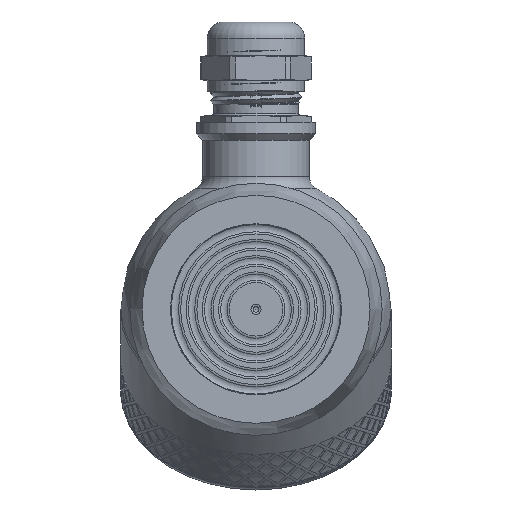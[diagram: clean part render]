
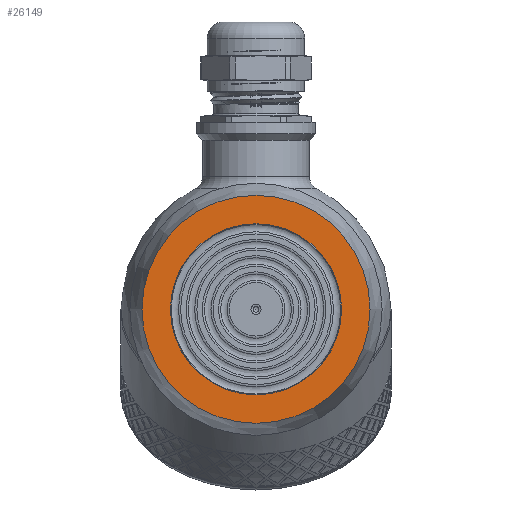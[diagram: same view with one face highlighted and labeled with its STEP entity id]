
A CAD part, left-side view. The second image highlights one B-rep face of the part: STEP entity #26149.
In plain terms, the highlighted planar face has unit normal (-1, 0, 0).
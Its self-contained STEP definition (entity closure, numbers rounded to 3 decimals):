
#1229=FACE_BOUND('',#3712,.T.);
#1633=PLANE('',#28127);
#1993=FACE_OUTER_BOUND('',#3711,.T.);
#3711=EDGE_LOOP('',(#17794));
#3712=EDGE_LOOP('',(#17795));
#5722=CIRCLE('',#28119,19.);
#5727=CIRCLE('',#28128,25.321);
#10452=VERTEX_POINT('',#37751);
#10455=VERTEX_POINT('',#37764);
#13327=EDGE_CURVE('',#10452,#10452,#5722,.T.);
#13333=EDGE_CURVE('',#10455,#10455,#5727,.T.);
#17794=ORIENTED_EDGE('',*,*,#13333,.F.);
#17795=ORIENTED_EDGE('',*,*,#13327,.T.);
#26149=ADVANCED_FACE('',(#1993,#1229),#1633,.T.);
#28119=AXIS2_PLACEMENT_3D('',#37752,#29796,#29797);
#28127=AXIS2_PLACEMENT_3D('',#37763,#29813,#29814);
#28128=AXIS2_PLACEMENT_3D('',#37765,#29815,#29816);
#29796=DIRECTION('center_axis',(1.,0.,0.));
#29797=DIRECTION('ref_axis',(0.,1.,0.));
#29813=DIRECTION('center_axis',(-1.,0.,0.));
#29814=DIRECTION('ref_axis',(0.,0.,1.));
#29815=DIRECTION('center_axis',(1.,0.,0.));
#29816=DIRECTION('ref_axis',(0.,0.,-1.));
#37751=CARTESIAN_POINT('',(-37.,-19.,0.));
#37752=CARTESIAN_POINT('Origin',(-37.,0.,0.));
#37763=CARTESIAN_POINT('Origin',(-37.,25.321,0.));
#37764=CARTESIAN_POINT('',(-37.,-25.321,0.));
#37765=CARTESIAN_POINT('Origin',(-37.,0.,0.));
